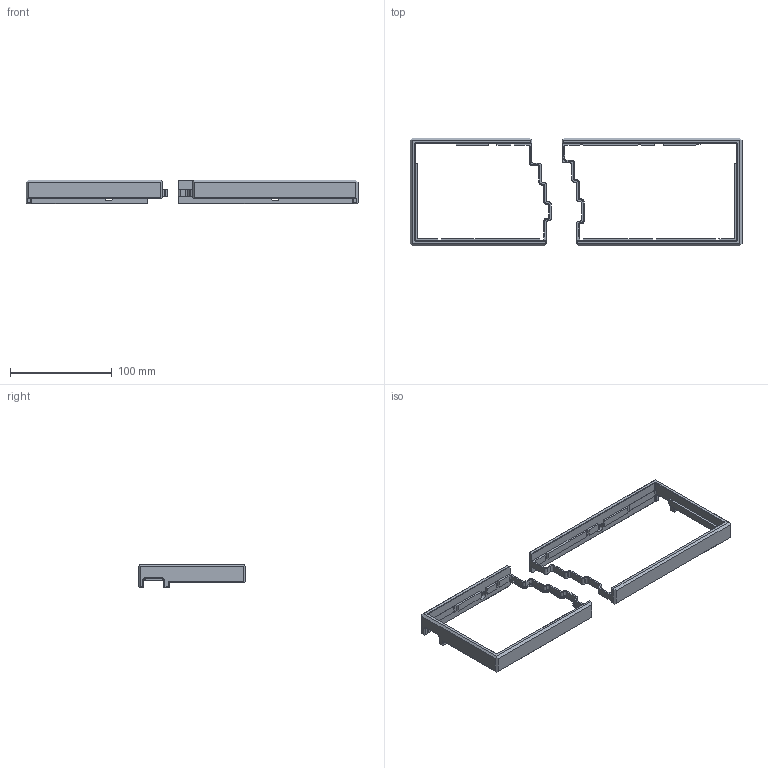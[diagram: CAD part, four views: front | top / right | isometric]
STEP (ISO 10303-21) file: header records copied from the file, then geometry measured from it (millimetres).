
FILE_DESCRIPTION(/* description */ (''),/* implementation_level */ '2;1');
FILE_NAME(/* name */ '',/* time_stamp */ '2023-08-04T09:50:40+09:00',/* author */ (''),/* organization */ (''),/* preprocessor_version */ 'ST-DEVELOPER v20',/* originating_system */ 'Autodesk Translation Framework v12.9.0.99',/* authorisation */ '');
FILE_SCHEMA (('AUTOMOTIVE_DESIGN { 1 0 10303 214 3 1 1 }'));
Length unit declared in the file: millimetre
Products named in the file (1): Guide68_フレーム
Bounding box: 326.7 x 106.2 x 23.6 mm (x, y, z)
Volume: 87703.4 mm3; surface area: 44772.7 mm2
Topology: 2 solids, 2 shells, 347 faces, 967 edges, 617 vertices
Faces by surface type: plane 231, cylinder 82, cone 24, bspline 6, torus 4
Entity records: 11197 total; most frequent: CARTESIAN_POINT 2174, ORIENTED_EDGE 1932, DIRECTION 1829, EDGE_CURVE 966, LINE 755, VECTOR 755, VERTEX_POINT 617, AXIS2_PLACEMENT_3D 537
